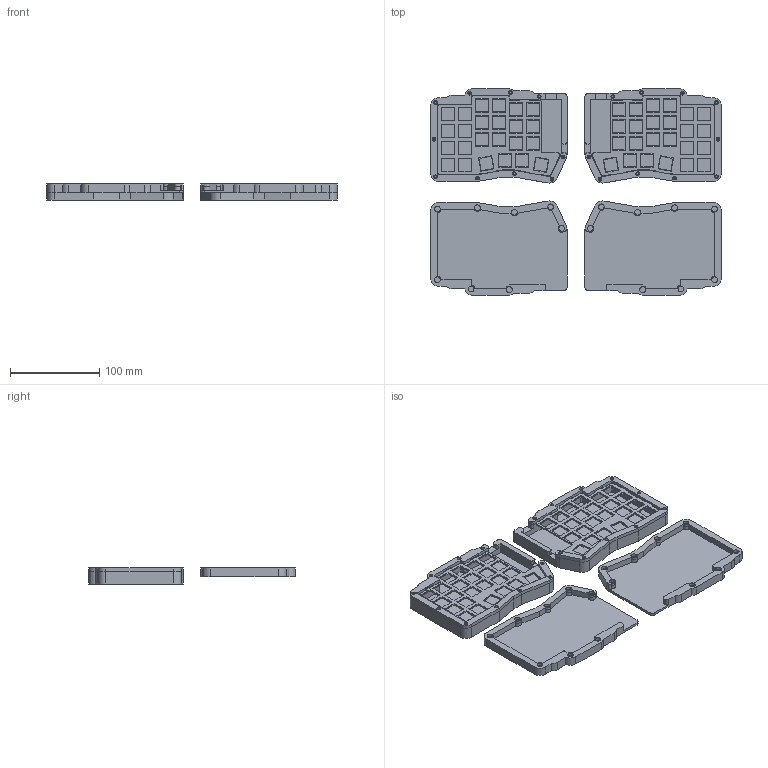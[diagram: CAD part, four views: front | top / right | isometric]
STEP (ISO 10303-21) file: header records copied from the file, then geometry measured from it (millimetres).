
FILE_DESCRIPTION(/* description */ (''),/* implementation_level */ '2;1');
FILE_NAME(/* name */ 'yamanami_keyboard_choc.step',/* time_stamp */ '2023-03-06T22:57:31+09:00',/* author */ (''),/* organization */ (''),/* preprocessor_version */ 'ST-DEVELOPER v19.2',/* originating_system */ 'Autodesk Translation Framework v11.17.0.187',/* authorisation */ '');
FILE_SCHEMA (('AUTOMOTIVE_DESIGN { 1 0 10303 214 3 1 1 }'));
Length unit declared in the file: millimetre
Products named in the file (1): yamanami_keyboard_choc_case_v3
Bounding box: 325.75 x 231.53 x 18 mm (x, y, z)
Volume: 310870.3 mm3; surface area: 206606.9 mm2
Topology: 24 solids, 24 shells, 1838 faces, 5054 edges, 3368 vertices
Faces by surface type: plane 986, cylinder 852
Full cylindrical faces by diameter (mm): 2.1 x20, 4 x26, 4.1 x14, 6.5 x16
Entity records: 59129 total; most frequent: DIRECTION 10436, CARTESIAN_POINT 10261, ORIENTED_EDGE 10108, EDGE_CURVE 5054, AXIS2_PLACEMENT_3D 3543, VERTEX_POINT 3368, LINE 3350, VECTOR 3350
